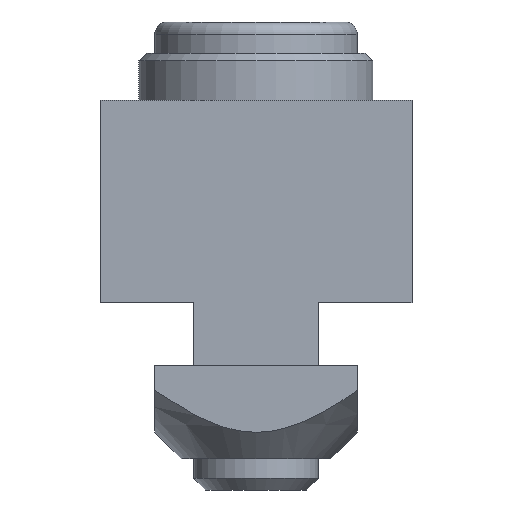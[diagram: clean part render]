
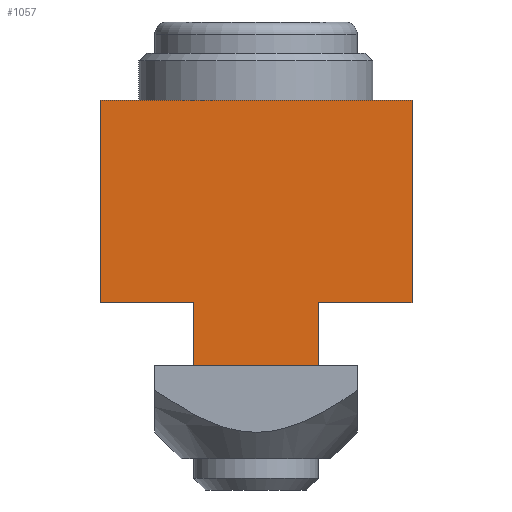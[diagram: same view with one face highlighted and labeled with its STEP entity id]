
A CAD part, front view. The second image highlights one B-rep face of the part: STEP entity #1057.
In plain terms, the highlighted planar face has unit normal (0, -1, 0).
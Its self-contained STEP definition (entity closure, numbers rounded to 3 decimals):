
#91=PLANE('',#1239);
#140=FACE_OUTER_BOUND('',#198,.T.);
#198=EDGE_LOOP('',(#835,#836,#837,#838,#839,#840,#841,#842));
#249=LINE('',#1690,#333);
#257=LINE('',#1712,#341);
#267=LINE('',#1734,#351);
#270=LINE('',#1746,#354);
#280=LINE('',#1767,#364);
#286=LINE('',#1778,#370);
#288=LINE('',#1784,#372);
#290=LINE('',#1792,#374);
#333=VECTOR('',#1355,10.);
#341=VECTOR('',#1371,10.);
#351=VECTOR('',#1391,10.);
#354=VECTOR('',#1402,10.);
#364=VECTOR('',#1418,10.);
#370=VECTOR('',#1430,10.);
#372=VECTOR('',#1440,10.);
#374=VECTOR('',#1454,10.);
#479=VERTEX_POINT('',#1687);
#480=VERTEX_POINT('',#1689);
#489=VERTEX_POINT('',#1709);
#490=VERTEX_POINT('',#1711);
#497=VERTEX_POINT('',#1732);
#501=VERTEX_POINT('',#1743);
#502=VERTEX_POINT('',#1745);
#510=VERTEX_POINT('',#1765);
#587=EDGE_CURVE('',#479,#480,#249,.T.);
#597=EDGE_CURVE('',#490,#489,#257,.T.);
#609=EDGE_CURVE('',#489,#497,#267,.T.);
#615=EDGE_CURVE('',#502,#501,#270,.T.);
#626=EDGE_CURVE('',#501,#510,#280,.T.);
#632=EDGE_CURVE('',#497,#480,#286,.T.);
#636=EDGE_CURVE('',#510,#490,#288,.T.);
#640=EDGE_CURVE('',#502,#479,#290,.T.);
#835=ORIENTED_EDGE('',*,*,#597,.T.);
#836=ORIENTED_EDGE('',*,*,#609,.T.);
#837=ORIENTED_EDGE('',*,*,#632,.T.);
#838=ORIENTED_EDGE('',*,*,#587,.F.);
#839=ORIENTED_EDGE('',*,*,#640,.F.);
#840=ORIENTED_EDGE('',*,*,#615,.T.);
#841=ORIENTED_EDGE('',*,*,#626,.T.);
#842=ORIENTED_EDGE('',*,*,#636,.T.);
#1057=ADVANCED_FACE('',(#140),#91,.T.);
#1239=AXIS2_PLACEMENT_3D('',#1791,#1452,#1453);
#1355=DIRECTION('',(1.,0.,0.));
#1371=DIRECTION('',(0.,0.,1.));
#1391=DIRECTION('',(1.,0.,0.));
#1402=DIRECTION('',(1.,0.,0.));
#1418=DIRECTION('',(0.,0.,-1.));
#1430=DIRECTION('',(0.,0.,1.));
#1440=DIRECTION('',(1.,0.,0.));
#1452=DIRECTION('center_axis',(0.,-1.,0.));
#1453=DIRECTION('ref_axis',(1.,0.,0.));
#1454=DIRECTION('',(0.,0.,1.));
#1687=CARTESIAN_POINT('',(-10.,-40.,17.));
#1689=CARTESIAN_POINT('',(10.,-40.,17.));
#1690=CARTESIAN_POINT('',(-10.,-40.,17.));
#1709=CARTESIAN_POINT('',(4.,-40.,4.));
#1711=CARTESIAN_POINT('',(4.,-40.,0.));
#1712=CARTESIAN_POINT('',(4.,-40.,0.));
#1732=CARTESIAN_POINT('',(10.,-40.,4.));
#1734=CARTESIAN_POINT('',(-1.5,-40.,4.));
#1743=CARTESIAN_POINT('',(-4.,-40.,4.));
#1745=CARTESIAN_POINT('',(-10.,-40.,4.));
#1746=CARTESIAN_POINT('',(-8.5,-40.,4.));
#1765=CARTESIAN_POINT('',(-4.,-40.,0.));
#1767=CARTESIAN_POINT('',(-4.,-40.,0.));
#1778=CARTESIAN_POINT('',(10.,-40.,0.));
#1784=CARTESIAN_POINT('',(-10.,-40.,0.));
#1791=CARTESIAN_POINT('Origin',(-10.,-40.,0.));
#1792=CARTESIAN_POINT('',(-10.,-40.,0.));
